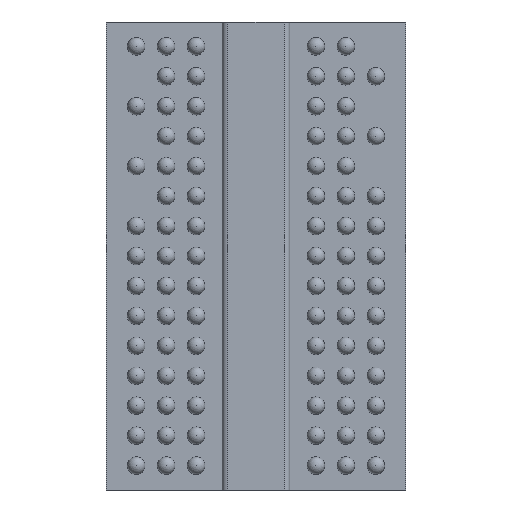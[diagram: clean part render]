
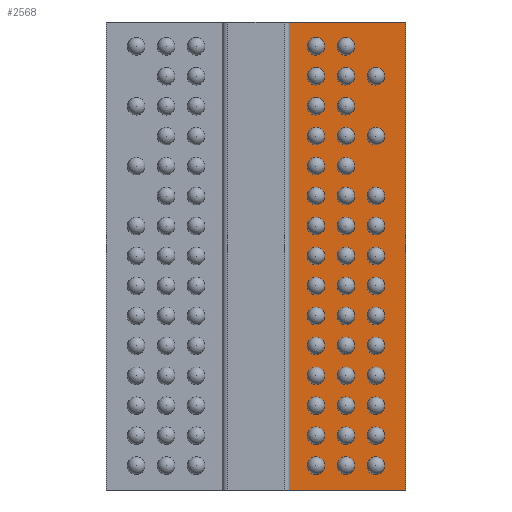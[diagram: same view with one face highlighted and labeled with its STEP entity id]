
A CAD part, front view. The second image highlights one B-rep face of the part: STEP entity #2568.
In plain terms, the highlighted planar face has unit normal (0, -1, 0).
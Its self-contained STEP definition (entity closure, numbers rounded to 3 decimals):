
#152 = CARTESIAN_POINT ( 'NONE',  ( 0.9, 0.28, -6.25 ) ) ;
#160 = VERTEX_POINT ( 'NONE', #2161 ) ;
#294 = EDGE_CURVE ( 'NONE', #3214, #711, #330, .T. ) ;
#330 = LINE ( 'NONE', #358, #1746 ) ;
#358 = CARTESIAN_POINT ( 'NONE',  ( -4., 0.28, -6.25 ) ) ;
#480 = CARTESIAN_POINT ( 'NONE',  ( 4., 0.28, 6.25 ) ) ;
#499 = CARTESIAN_POINT ( 'NONE',  ( 4., 0.28, 6.25 ) ) ;
#711 = VERTEX_POINT ( 'NONE', #878 ) ;
#839 = DIRECTION ( 'NONE',  ( 1., 0., 0. ) ) ;
#878 = CARTESIAN_POINT ( 'NONE',  ( 4., 0.28, -6.25 ) ) ;
#1476 = LINE ( 'NONE', #2075, #3202 ) ;
#1514 = EDGE_CURVE ( 'NONE', #3214, #160, #1552, .T. ) ;
#1552 = LINE ( 'NONE', #2505, #3026 ) ;
#1746 = VECTOR ( 'NONE', #2274, 1000. ) ;
#1765 = DIRECTION ( 'NONE',  ( 0., 0., 1. ) ) ;
#2052 = EDGE_LOOP ( 'NONE', ( #3306, #3836, #3425, #2722 ) ) ;
#2075 = CARTESIAN_POINT ( 'NONE',  ( -4., 0.28, 6.25 ) ) ;
#2161 = CARTESIAN_POINT ( 'NONE',  ( 0.9, 0.28, 6.25 ) ) ;
#2194 = DIRECTION ( 'NONE',  ( 0., 0., 1. ) ) ;
#2274 = DIRECTION ( 'NONE',  ( 1., 0., 0. ) ) ;
#2401 = AXIS2_PLACEMENT_3D ( 'NONE', #2724, #2774, #839 ) ;
#2505 = CARTESIAN_POINT ( 'NONE',  ( 0.9, 0.28, -8.057 ) ) ;
#2546 = VERTEX_POINT ( 'NONE', #480 ) ;
#2568 = ADVANCED_FACE ( 'NONE', ( #3692 ), #3291, .T. ) ;
#2722 = ORIENTED_EDGE ( 'NONE', *, *, #3188, .T. ) ;
#2724 = CARTESIAN_POINT ( 'NONE',  ( 0., 0.28, 0. ) ) ;
#2750 = DIRECTION ( 'NONE',  ( -1., 0., 0. ) ) ;
#2774 = DIRECTION ( 'NONE',  ( 0., -1., 0. ) ) ;
#3026 = VECTOR ( 'NONE', #2194, 1000. ) ;
#3188 = EDGE_CURVE ( 'NONE', #2546, #160, #1476, .T. ) ;
#3202 = VECTOR ( 'NONE', #2750, 1000. ) ;
#3214 = VERTEX_POINT ( 'NONE', #152 ) ;
#3291 = PLANE ( 'NONE',  #2401 ) ;
#3306 = ORIENTED_EDGE ( 'NONE', *, *, #1514, .F. ) ;
#3349 = LINE ( 'NONE', #499, #3473 ) ;
#3424 = EDGE_CURVE ( 'NONE', #711, #2546, #3349, .T. ) ;
#3425 = ORIENTED_EDGE ( 'NONE', *, *, #3424, .T. ) ;
#3473 = VECTOR ( 'NONE', #1765, 1000. ) ;
#3692 = FACE_OUTER_BOUND ( 'NONE', #2052, .T. ) ;
#3836 = ORIENTED_EDGE ( 'NONE', *, *, #294, .T. ) ;
